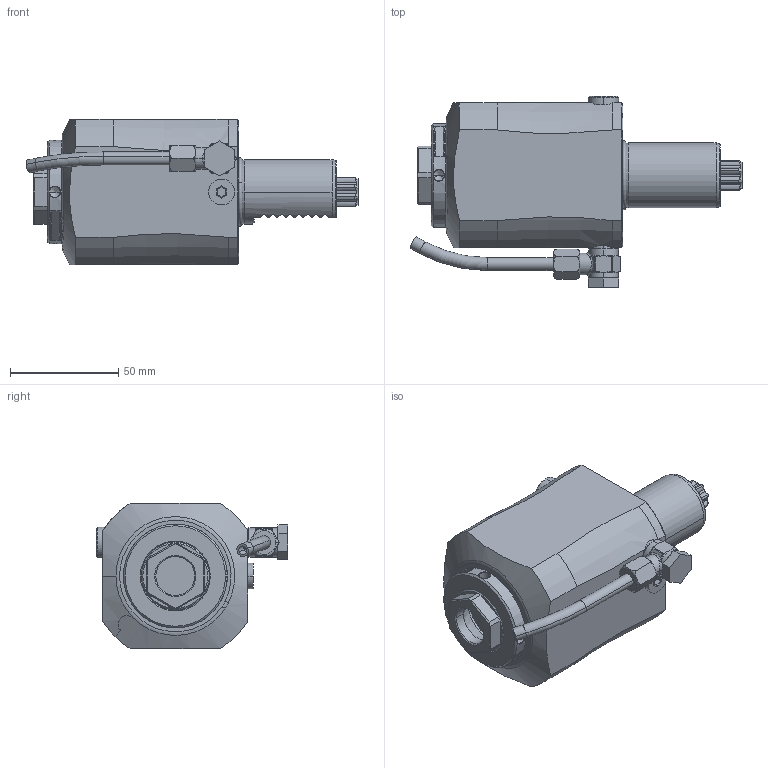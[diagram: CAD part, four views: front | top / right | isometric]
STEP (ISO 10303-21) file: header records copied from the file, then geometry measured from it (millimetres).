
FILE_DESCRIPTION((''),'2;1');
FILE_NAME('NGT1_30_115_25_3HD','2022-05-25T',('vali'),('NOVA GRUP'),'PRO/ENGINEER BY PARAMETRIC TECHNOLOGY CORPORATION, 2010280','PRO/ENGINEER BY PARAMETRIC TECHNOLOGY CORPORATION, 2010280','');
FILE_SCHEMA(('CONFIG_CONTROL_DESIGN'));
Length unit declared in the file: millimetre
Products named in the file (1): NGT1_30_115_25_3HD
Bounding box: 153.33 x 88.4 x 67 mm (x, y, z)
Volume: 384036.3 mm3; surface area: 40977.9 mm2
Topology: 2 solids, 3 shells, 396 faces, 992 edges, 615 vertices
Faces by surface type: cylinder 133, plane 132, cone 63, torus 38, bspline 30
Entity records: 16970 total; most frequent: CARTESIAN_POINT 7948, ORIENTED_EDGE 1968, DIRECTION 1748, EDGE_CURVE 984, AXIS2_PLACEMENT_3D 695, VERTEX_POINT 615, EDGE_LOOP 425, FACE_OUTER_BOUND 396
